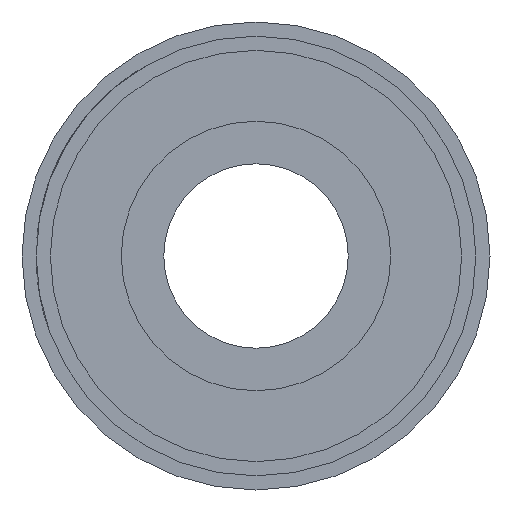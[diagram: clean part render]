
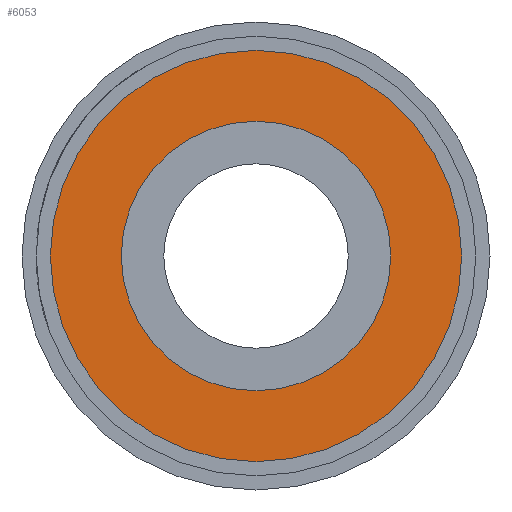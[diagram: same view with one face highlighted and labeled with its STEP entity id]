
A CAD part, left-side view. The second image highlights one B-rep face of the part: STEP entity #6053.
In plain terms, the highlighted planar face has unit normal (-1, 0, 0).
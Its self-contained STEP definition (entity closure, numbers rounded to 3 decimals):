
#73 = CARTESIAN_POINT ( 'NONE',  ( 0., 0., 9.5 ) ) ;
#1101 = DIRECTION ( 'NONE',  ( 0., 0., 1. ) ) ;
#1149 = EDGE_CURVE ( 'NONE', #4912, #3053, #2147, .T. ) ;
#1509 = DIRECTION ( 'NONE',  ( -1., 0., 0. ) ) ;
#1626 = DIRECTION ( 'NONE',  ( -1., 0., 0. ) ) ;
#1670 = DIRECTION ( 'NONE',  ( 0., 0., 1. ) ) ;
#1988 = AXIS2_PLACEMENT_3D ( 'NONE', #7433, #1509, #2859 ) ;
#2147 = CIRCLE ( 'NONE', #1988, 14.5 ) ;
#2343 = CARTESIAN_POINT ( 'NONE',  ( 0., 0., 0. ) ) ;
#2405 = CARTESIAN_POINT ( 'NONE',  ( 0., 0., -9.5 ) ) ;
#2416 = CIRCLE ( 'NONE', #8495, 14.5 ) ;
#2521 = EDGE_LOOP ( 'NONE', ( #2926, #7434 ) ) ;
#2589 = DIRECTION ( 'NONE',  ( 1., 0., 0. ) ) ;
#2859 = DIRECTION ( 'NONE',  ( 0., 0., 1. ) ) ;
#2881 = VERTEX_POINT ( 'NONE', #2405 ) ;
#2926 = ORIENTED_EDGE ( 'NONE', *, *, #3896, .F. ) ;
#3053 = VERTEX_POINT ( 'NONE', #3103 ) ;
#3103 = CARTESIAN_POINT ( 'NONE',  ( 0., 0., 14.5 ) ) ;
#3247 = EDGE_LOOP ( 'NONE', ( #6731, #7250 ) ) ;
#3281 = PLANE ( 'NONE',  #8077 ) ;
#3643 = CARTESIAN_POINT ( 'NONE',  ( 0., 0., -14.5 ) ) ;
#3760 = DIRECTION ( 'NONE',  ( 0., 0., 1. ) ) ;
#3896 = EDGE_CURVE ( 'NONE', #8583, #2881, #5708, .T. ) ;
#3914 = CARTESIAN_POINT ( 'NONE',  ( 0., 0., 0. ) ) ;
#4053 = AXIS2_PLACEMENT_3D ( 'NONE', #2343, #8274, #3760 ) ;
#4376 = CARTESIAN_POINT ( 'NONE',  ( 0., 0., 0. ) ) ;
#4912 = VERTEX_POINT ( 'NONE', #3643 ) ;
#5128 = FACE_BOUND ( 'NONE', #2521, .T. ) ;
#5293 = AXIS2_PLACEMENT_3D ( 'NONE', #7554, #1626, #1670 ) ;
#5476 = EDGE_CURVE ( 'NONE', #3053, #4912, #2416, .T. ) ;
#5708 = CIRCLE ( 'NONE', #5293, 9.5 ) ;
#5748 = EDGE_CURVE ( 'NONE', #2881, #8583, #7941, .T. ) ;
#6053 = ADVANCED_FACE ( 'NONE', ( #5128, #6504 ), #3281, .F. ) ;
#6504 = FACE_OUTER_BOUND ( 'NONE', #3247, .T. ) ;
#6731 = ORIENTED_EDGE ( 'NONE', *, *, #5476, .T. ) ;
#7025 = DIRECTION ( 'NONE',  ( -1., 0., 0. ) ) ;
#7250 = ORIENTED_EDGE ( 'NONE', *, *, #1149, .T. ) ;
#7433 = CARTESIAN_POINT ( 'NONE',  ( 0., 0., 0. ) ) ;
#7434 = ORIENTED_EDGE ( 'NONE', *, *, #5748, .F. ) ;
#7554 = CARTESIAN_POINT ( 'NONE',  ( 0., 0., 0. ) ) ;
#7778 = DIRECTION ( 'NONE',  ( 0., 0., -1. ) ) ;
#7941 = CIRCLE ( 'NONE', #4053, 9.5 ) ;
#8077 = AXIS2_PLACEMENT_3D ( 'NONE', #3914, #2589, #7778 ) ;
#8274 = DIRECTION ( 'NONE',  ( -1., 0., 0. ) ) ;
#8495 = AXIS2_PLACEMENT_3D ( 'NONE', #4376, #7025, #1101 ) ;
#8583 = VERTEX_POINT ( 'NONE', #73 ) ;
